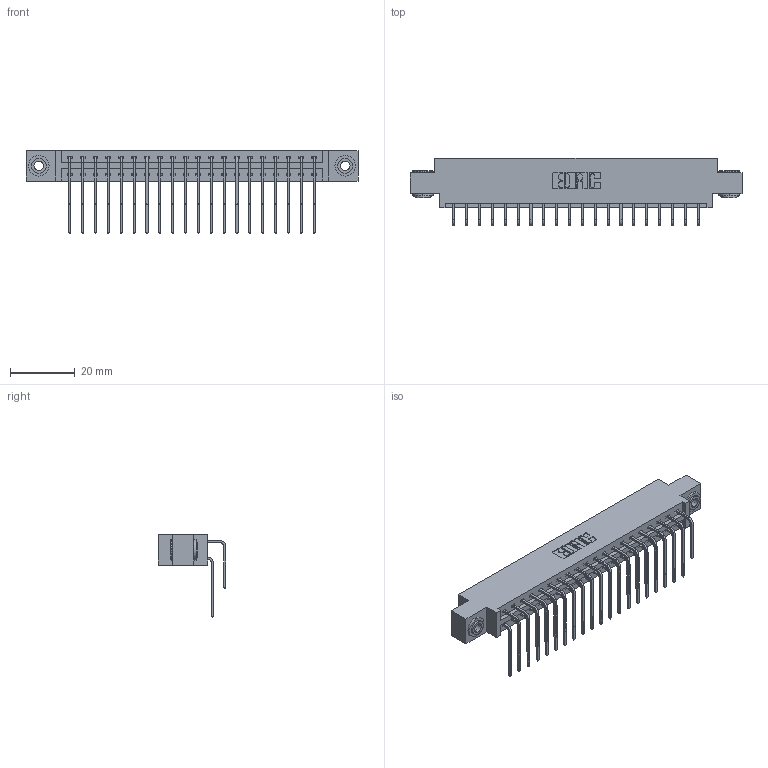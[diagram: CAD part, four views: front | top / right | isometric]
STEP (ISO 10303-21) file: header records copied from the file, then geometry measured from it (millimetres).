
FILE_DESCRIPTION (( 'STEP AP203' ), '1' );
FILE_NAME ('387-040-559-803.STEP', '2019-10-18T03:23:59', ( '' ), ( '' ), 'SwSTEP 2.0', 'SolidWorks 2016', '' );
FILE_SCHEMA (( 'CONFIG_CONTROL_DESIGN' ));
Length unit declared in the file: inch
Products named in the file (5): 345-292-001_559 Tail - 2; 345-292-001_558 559 Tail - 1; 387-040-559-803; 345-250-002_345-250-002-102; 337 Part_0.170 Offset - 0.156 Dia-TH
Assembly tree (43 placements, depth 2):
  387-040-559-803
    337 Part_0.170 Offset - 0.156 Dia-TH
    345-292-001_558 559 Tail - 1  x20
    345-292-001_559 Tail - 2  x20
    345-250-002_345-250-002-102  x2
Bounding box: 102.26 x 20.9 x 25.53 mm (x, y, z)
Volume: 10616.8 mm3; surface area: 13279.5 mm2
Topology: 43 solids, 43 shells, 2396 faces, 7079 edges, 4662 vertices
Faces by surface type: plane 1684, cylinder 704, cone 8
Entity records: 20918 total; most frequent: CARTESIAN_POINT 3564, ORIENTED_EDGE 3442, DIRECTION 3087, EDGE_CURVE 1721, LINE 1529, VECTOR 1529, VERTEX_POINT 1142, AXIS2_PLACEMENT_3D 779
